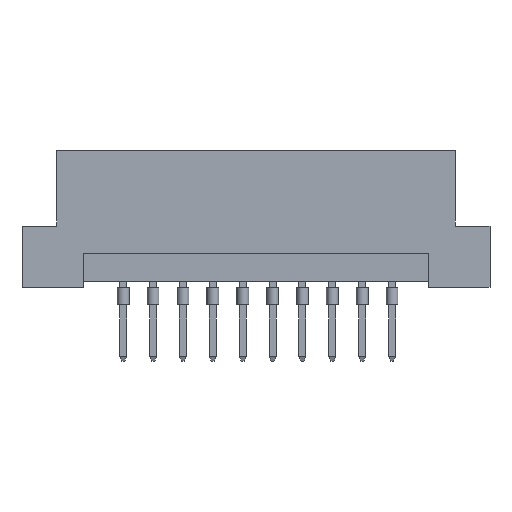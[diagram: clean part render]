
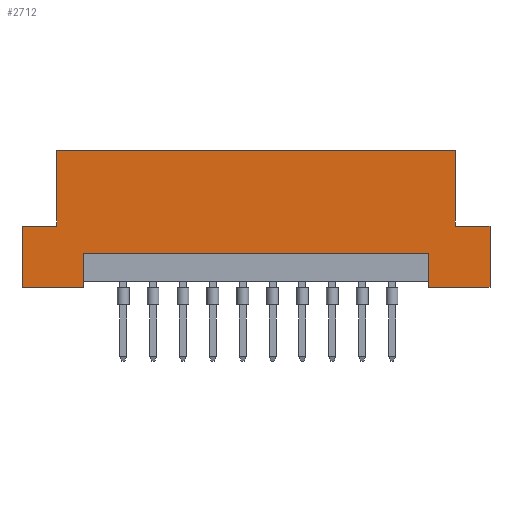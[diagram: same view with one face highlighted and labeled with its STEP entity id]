
A CAD part, front view. The second image highlights one B-rep face of the part: STEP entity #2712.
In plain terms, the highlighted planar face has unit normal (0, -1, 0).
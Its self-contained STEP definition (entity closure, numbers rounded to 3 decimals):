
#274 = DIRECTION ( 'NONE',  ( 0., 0., -1. ) ) ;
#331 = ORIENTED_EDGE ( 'NONE', *, *, #2539, .F. ) ;
#469 = LINE ( 'NONE', #2695, #4529 ) ;
#760 = LINE ( 'NONE', #6343, #5375 ) ;
#895 = ORIENTED_EDGE ( 'NONE', *, *, #3032, .F. ) ;
#904 = LINE ( 'NONE', #7051, #2037 ) ;
#995 = ORIENTED_EDGE ( 'NONE', *, *, #2353, .F. ) ;
#1058 = VECTOR ( 'NONE', #7031, 1000. ) ;
#1091 = CARTESIAN_POINT ( 'NONE',  ( 19.9, 0., 5.2 ) ) ;
#1122 = VECTOR ( 'NONE', #6518, 1000. ) ;
#1129 = EDGE_CURVE ( 'NONE', #2208, #2893, #3555, .T. ) ;
#1207 = EDGE_CURVE ( 'NONE', #2769, #6583, #5266, .T. ) ;
#1319 = VERTEX_POINT ( 'NONE', #6592 ) ;
#1341 = LINE ( 'NONE', #1936, #1058 ) ;
#1380 = DIRECTION ( 'NONE',  ( 0., 0., -1. ) ) ;
#1502 = CARTESIAN_POINT ( 'NONE',  ( -19.9, 0., 5.2 ) ) ;
#1627 = EDGE_CURVE ( 'NONE', #2893, #3053, #760, .T. ) ;
#1865 = CARTESIAN_POINT ( 'NONE',  ( -19.9, 0., 5.2 ) ) ;
#1888 = EDGE_CURVE ( 'NONE', #2769, #5195, #469, .T. ) ;
#1890 = CARTESIAN_POINT ( 'NONE',  ( 19.9, 0., 0. ) ) ;
#1936 = CARTESIAN_POINT ( 'NONE',  ( -19.9, 0., 0. ) ) ;
#2002 = CARTESIAN_POINT ( 'NONE',  ( 19.9, 0., 0. ) ) ;
#2037 = VECTOR ( 'NONE', #3132, 1000. ) ;
#2043 = ORIENTED_EDGE ( 'NONE', *, *, #1207, .T. ) ;
#2208 = VERTEX_POINT ( 'NONE', #1502 ) ;
#2238 = LINE ( 'NONE', #2973, #5323 ) ;
#2353 = EDGE_CURVE ( 'NONE', #3144, #6583, #3251, .T. ) ;
#2356 = VECTOR ( 'NONE', #274, 1000. ) ;
#2539 = EDGE_CURVE ( 'NONE', #5195, #3404, #3118, .T. ) ;
#2695 = CARTESIAN_POINT ( 'NONE',  ( 14.69, 0., 2.9 ) ) ;
#2712 = ADVANCED_FACE ( 'NONE', ( #3839 ), #3808, .F. ) ;
#2720 = EDGE_CURVE ( 'NONE', #4079, #1319, #4380, .T. ) ;
#2769 = VERTEX_POINT ( 'NONE', #7148 ) ;
#2812 = CARTESIAN_POINT ( 'NONE',  ( -14.69, 0., 0. ) ) ;
#2816 = VERTEX_POINT ( 'NONE', #6654 ) ;
#2893 = VERTEX_POINT ( 'NONE', #5620 ) ;
#2959 = ORIENTED_EDGE ( 'NONE', *, *, #6914, .F. ) ;
#2973 = CARTESIAN_POINT ( 'NONE',  ( -19.9, 0., 0. ) ) ;
#3032 = EDGE_CURVE ( 'NONE', #3404, #4675, #1341, .T. ) ;
#3053 = VERTEX_POINT ( 'NONE', #4162 ) ;
#3118 = LINE ( 'NONE', #5777, #5346 ) ;
#3132 = DIRECTION ( 'NONE',  ( 1., 0., 0. ) ) ;
#3144 = VERTEX_POINT ( 'NONE', #1890 ) ;
#3227 = DIRECTION ( 'NONE',  ( 0., 0., 1. ) ) ;
#3251 = LINE ( 'NONE', #5990, #5808 ) ;
#3404 = VERTEX_POINT ( 'NONE', #2812 ) ;
#3555 = LINE ( 'NONE', #1865, #4819 ) ;
#3808 = PLANE ( 'NONE',  #4405 ) ;
#3839 = FACE_OUTER_BOUND ( 'NONE', #7044, .T. ) ;
#4079 = VERTEX_POINT ( 'NONE', #5008 ) ;
#4137 = DIRECTION ( 'NONE',  ( 1., 0., 0. ) ) ;
#4162 = CARTESIAN_POINT ( 'NONE',  ( -16.94, 0., 11.6 ) ) ;
#4173 = CARTESIAN_POINT ( 'NONE',  ( 14.69, 0., 0.5 ) ) ;
#4296 = DIRECTION ( 'NONE',  ( -1., 0., 0. ) ) ;
#4305 = DIRECTION ( 'NONE',  ( 0., 1., 0. ) ) ;
#4380 = LINE ( 'NONE', #1091, #1122 ) ;
#4405 = AXIS2_PLACEMENT_3D ( 'NONE', #5515, #4305, #3227 ) ;
#4476 = VECTOR ( 'NONE', #6537, 1000. ) ;
#4529 = VECTOR ( 'NONE', #4917, 1000. ) ;
#4578 = CARTESIAN_POINT ( 'NONE',  ( -19.9, 0., 0. ) ) ;
#4675 = VERTEX_POINT ( 'NONE', #4578 ) ;
#4815 = CARTESIAN_POINT ( 'NONE',  ( 16.94, 0., 5.2 ) ) ;
#4819 = VECTOR ( 'NONE', #4137, 1000. ) ;
#4867 = EDGE_CURVE ( 'NONE', #1319, #3144, #7023, .T. ) ;
#4917 = DIRECTION ( 'NONE',  ( -1., 0., 0. ) ) ;
#4959 = LINE ( 'NONE', #4815, #4476 ) ;
#5008 = CARTESIAN_POINT ( 'NONE',  ( 16.94, 0., 5.2 ) ) ;
#5042 = DIRECTION ( 'NONE',  ( 0., 0., 1. ) ) ;
#5065 = EDGE_CURVE ( 'NONE', #4079, #2816, #4959, .T. ) ;
#5105 = ORIENTED_EDGE ( 'NONE', *, *, #5065, .T. ) ;
#5195 = VERTEX_POINT ( 'NONE', #6712 ) ;
#5266 = LINE ( 'NONE', #4173, #2356 ) ;
#5323 = VECTOR ( 'NONE', #5042, 1000. ) ;
#5346 = VECTOR ( 'NONE', #1380, 1000. ) ;
#5375 = VECTOR ( 'NONE', #5796, 1000. ) ;
#5392 = ORIENTED_EDGE ( 'NONE', *, *, #4867, .F. ) ;
#5515 = CARTESIAN_POINT ( 'NONE',  ( -19.9, 0., 11.6 ) ) ;
#5594 = ORIENTED_EDGE ( 'NONE', *, *, #1129, .F. ) ;
#5620 = CARTESIAN_POINT ( 'NONE',  ( -16.94, 0., 5.2 ) ) ;
#5657 = ORIENTED_EDGE ( 'NONE', *, *, #1888, .F. ) ;
#5777 = CARTESIAN_POINT ( 'NONE',  ( -14.69, 0., 0.5 ) ) ;
#5796 = DIRECTION ( 'NONE',  ( 0., 0., 1. ) ) ;
#5808 = VECTOR ( 'NONE', #4296, 1000. ) ;
#5932 = ORIENTED_EDGE ( 'NONE', *, *, #2720, .F. ) ;
#5990 = CARTESIAN_POINT ( 'NONE',  ( -19.9, 0., 0. ) ) ;
#6343 = CARTESIAN_POINT ( 'NONE',  ( -16.94, 0., 5.2 ) ) ;
#6357 = VECTOR ( 'NONE', #6425, 1000. ) ;
#6383 = CARTESIAN_POINT ( 'NONE',  ( 14.69, 0., 0. ) ) ;
#6425 = DIRECTION ( 'NONE',  ( 0., 0., -1. ) ) ;
#6518 = DIRECTION ( 'NONE',  ( 1., 0., 0. ) ) ;
#6537 = DIRECTION ( 'NONE',  ( 0., 0., 1. ) ) ;
#6583 = VERTEX_POINT ( 'NONE', #6383 ) ;
#6592 = CARTESIAN_POINT ( 'NONE',  ( 19.9, 0., 5.2 ) ) ;
#6654 = CARTESIAN_POINT ( 'NONE',  ( 16.94, 0., 11.6 ) ) ;
#6680 = EDGE_CURVE ( 'NONE', #4675, #2208, #2238, .T. ) ;
#6712 = CARTESIAN_POINT ( 'NONE',  ( -14.69, 0., 2.9 ) ) ;
#6844 = ORIENTED_EDGE ( 'NONE', *, *, #6680, .F. ) ;
#6879 = ORIENTED_EDGE ( 'NONE', *, *, #1627, .F. ) ;
#6914 = EDGE_CURVE ( 'NONE', #3053, #2816, #904, .T. ) ;
#7023 = LINE ( 'NONE', #2002, #6357 ) ;
#7031 = DIRECTION ( 'NONE',  ( -1., 0., 0. ) ) ;
#7044 = EDGE_LOOP ( 'NONE', ( #5657, #2043, #995, #5392, #5932, #5105, #2959, #6879, #5594, #6844, #895, #331 ) ) ;
#7051 = CARTESIAN_POINT ( 'NONE',  ( -19.9, 0., 11.6 ) ) ;
#7148 = CARTESIAN_POINT ( 'NONE',  ( 14.69, 0., 2.9 ) ) ;
